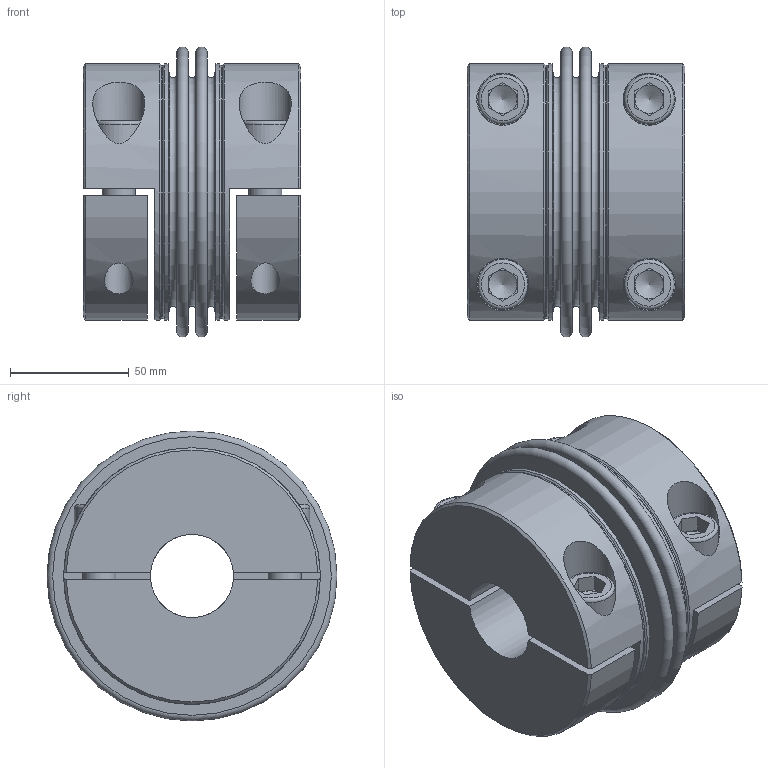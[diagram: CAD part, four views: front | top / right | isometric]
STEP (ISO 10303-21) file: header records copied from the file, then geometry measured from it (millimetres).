
FILE_DESCRIPTION( ( 'Unknown' ), '1' );
FILE_NAME( 'KGH 700 L=91.stp', 'Unknown', ( 'Unknown' ), ( 'Unknown' ), 'PSStep 10.1', 'Unknown', ' ' );
FILE_SCHEMA( ( 'AUTOMOTIVE_DESIGN { 1 0 10303 214 1 1 1 1 }' ) );
Length unit declared in the file: millimetre
Products named in the file (1): KT102465
Bounding box: 91.58 x 122 x 122 mm (x, y, z)
Volume: 534810.1 mm3; surface area: 152594.2 mm2
Topology: 1 solids, 1 shells, 154 faces, 343 edges, 219 vertices
Faces by surface type: plane 90, cylinder 32, cone 16, torus 16
Full cylindrical faces by diameter (mm): 12 x4, 14 x4, 15 x4, 21 x4, 22 x4, 35 x2, 106.4 x2, 108 x4
Entity records: 5720 total; most frequent: CARTESIAN_POINT 1343, DIRECTION 678, ORIENTED_EDGE 520, AXIS2_PLACEMENT_3D 271, EDGE_CURVE 260, EDGE_LOOP 244, FACE_OUTER_BOUND 198, VERTEX_POINT 196
